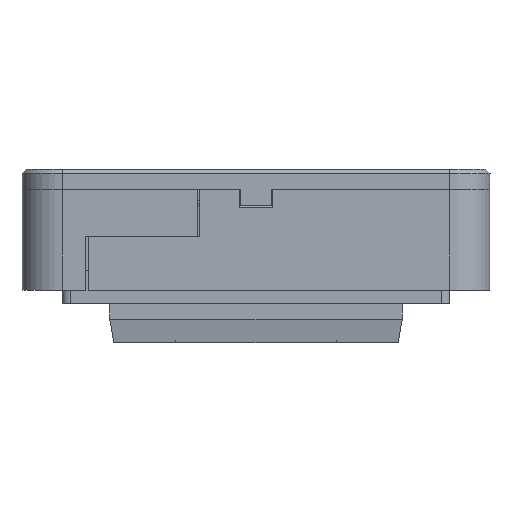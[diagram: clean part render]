
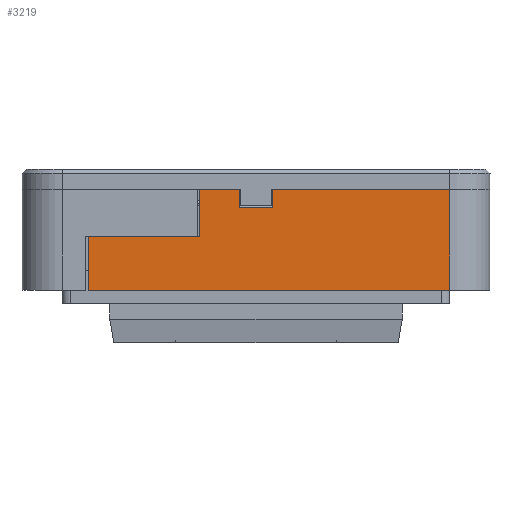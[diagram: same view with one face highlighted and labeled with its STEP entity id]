
A CAD part, left-side view. The second image highlights one B-rep face of the part: STEP entity #3219.
In plain terms, the highlighted planar face has unit normal (-1, 0, 0).
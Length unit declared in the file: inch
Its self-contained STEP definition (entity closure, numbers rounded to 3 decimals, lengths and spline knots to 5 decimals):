
#173 = ORIENTED_EDGE ( 'NONE', *, *, #17713, .T. ) ;
#583 = CARTESIAN_POINT ( 'NONE',  ( -3.11701, 0.10838, -0.09843 ) ) ;
#592 = EDGE_CURVE ( 'NONE', #20898, #17985, #13168, .T. ) ;
#724 = CARTESIAN_POINT ( 'NONE',  ( -3.11701, 0.78969, -0.59055 ) ) ;
#858 = CARTESIAN_POINT ( 'NONE',  ( -3.11701, -0.43472, -0.09843 ) ) ;
#1231 = EDGE_CURVE ( 'NONE', #2618, #25099, #10861, .T. ) ;
#1254 = CARTESIAN_POINT ( 'NONE',  ( -3.11701, 0.62434, -0.09843 ) ) ;
#1256 = EDGE_CURVE ( 'NONE', #18433, #20898, #5175, .T. ) ;
#1465 = LINE ( 'NONE', #7693, #4690 ) ;
#1870 = LINE ( 'NONE', #5800, #9647 ) ;
#2152 = ORIENTED_EDGE ( 'NONE', *, *, #16447, .T. ) ;
#2618 = VERTEX_POINT ( 'NONE', #1254 ) ;
#2621 = CARTESIAN_POINT ( 'NONE',  ( -3.11701, 0.98261, -0.59055 ) ) ;
#2660 = CARTESIAN_POINT ( 'NONE',  ( -3.11701, -0.23787, -0.09843 ) ) ;
#2883 = VERTEX_POINT ( 'NONE', #7188 ) ;
#3069 = EDGE_CURVE ( 'NONE', #6297, #2883, #16750, .T. ) ;
#3219 = ADVANCED_FACE ( 'NONE', ( #4182 ), #12427, .T. ) ;
#3367 = CARTESIAN_POINT ( 'NONE',  ( -3.11701, -0.43472, -0.18898 ) ) ;
#4182 = FACE_OUTER_BOUND ( 'NONE', #17413, .T. ) ;
#4690 = VECTOR ( 'NONE', #24332, 39.37008 ) ;
#4772 = ORIENTED_EDGE ( 'NONE', *, *, #17968, .T. ) ;
#5175 = LINE ( 'NONE', #724, #14555 ) ;
#5764 = VECTOR ( 'NONE', #15641, 39.37008 ) ;
#5800 = CARTESIAN_POINT ( 'NONE',  ( -3.11701, 1.52591, -0.59055 ) ) ;
#6297 = VERTEX_POINT ( 'NONE', #7851 ) ;
#6739 = EDGE_CURVE ( 'NONE', #17077, #18433, #18228, .T. ) ;
#6934 = VERTEX_POINT ( 'NONE', #17263 ) ;
#7144 = CARTESIAN_POINT ( 'NONE',  ( -3.11701, 0.62434, -0.59055 ) ) ;
#7188 = CARTESIAN_POINT ( 'NONE',  ( -3.11701, -0.23787, -0.59055 ) ) ;
#7216 = VECTOR ( 'NONE', #9115, 39.37008 ) ;
#7693 = CARTESIAN_POINT ( 'NONE',  ( -3.11701, -0.23787, -0.59055 ) ) ;
#7851 = CARTESIAN_POINT ( 'NONE',  ( -3.11701, 1.52591, -0.59055 ) ) ;
#8355 = VECTOR ( 'NONE', #11089, 39.37008 ) ;
#8529 = ORIENTED_EDGE ( 'NONE', *, *, #3069, .T. ) ;
#8981 = DIRECTION ( 'NONE',  ( 0., 0., 1. ) ) ;
#9115 = DIRECTION ( 'NONE',  ( 0., 1., 0. ) ) ;
#9227 = ORIENTED_EDGE ( 'NONE', *, *, #1256, .T. ) ;
#9529 = ORIENTED_EDGE ( 'NONE', *, *, #6739, .T. ) ;
#9647 = VECTOR ( 'NONE', #17978, 39.37008 ) ;
#9784 = CARTESIAN_POINT ( 'NONE',  ( -3.11701, 0.78969, -0.09843 ) ) ;
#10676 = DIRECTION ( 'NONE',  ( 0., 0., -1. ) ) ;
#10861 = LINE ( 'NONE', #583, #24897 ) ;
#11027 = CARTESIAN_POINT ( 'NONE',  ( -3.11701, 0.78969, -0.18898 ) ) ;
#11089 = DIRECTION ( 'NONE',  ( 0., 1., 0. ) ) ;
#11606 = DIRECTION ( 'NONE',  ( 0., 1., 0. ) ) ;
#12427 = PLANE ( 'NONE',  #13305 ) ;
#13168 = LINE ( 'NONE', #858, #7216 ) ;
#13305 = AXIS2_PLACEMENT_3D ( 'NONE', #18932, #17162, #10676 ) ;
#13627 = ORIENTED_EDGE ( 'NONE', *, *, #592, .T. ) ;
#14483 = ORIENTED_EDGE ( 'NONE', *, *, #1231, .F. ) ;
#14555 = VECTOR ( 'NONE', #8981, 39.37008 ) ;
#14902 = VERTEX_POINT ( 'NONE', #20698 ) ;
#15110 = ORIENTED_EDGE ( 'NONE', *, *, #22475, .T. ) ;
#15276 = LINE ( 'NONE', #21399, #8355 ) ;
#15443 = VECTOR ( 'NONE', #25028, 39.37008 ) ;
#15641 = DIRECTION ( 'NONE',  ( 0., 0., -1. ) ) ;
#16447 = EDGE_CURVE ( 'NONE', #6934, #14902, #15276, .T. ) ;
#16750 = LINE ( 'NONE', #24500, #15443 ) ;
#17077 = VERTEX_POINT ( 'NONE', #22687 ) ;
#17162 = DIRECTION ( 'NONE',  ( -1., 0., 0. ) ) ;
#17263 = CARTESIAN_POINT ( 'NONE',  ( -3.11701, 0.98261, -0.32677 ) ) ;
#17413 = EDGE_LOOP ( 'NONE', ( #173, #8529, #18143, #14483, #4772, #9529, #9227, #13627, #15110, #2152 ) ) ;
#17713 = EDGE_CURVE ( 'NONE', #14902, #6297, #1870, .T. ) ;
#17968 = EDGE_CURVE ( 'NONE', #2618, #17077, #23664, .T. ) ;
#17978 = DIRECTION ( 'NONE',  ( 0., 0., -1. ) ) ;
#17985 = VERTEX_POINT ( 'NONE', #23923 ) ;
#18143 = ORIENTED_EDGE ( 'NONE', *, *, #21725, .F. ) ;
#18228 = LINE ( 'NONE', #3367, #20821 ) ;
#18433 = VERTEX_POINT ( 'NONE', #11027 ) ;
#18932 = CARTESIAN_POINT ( 'NONE',  ( -3.11701, -0.43472, -0.59055 ) ) ;
#19685 = DIRECTION ( 'NONE',  ( 0., 0., -1. ) ) ;
#20698 = CARTESIAN_POINT ( 'NONE',  ( -3.11701, 1.52591, -0.32677 ) ) ;
#20731 = VECTOR ( 'NONE', #19685, 39.37008 ) ;
#20821 = VECTOR ( 'NONE', #11606, 39.37008 ) ;
#20898 = VERTEX_POINT ( 'NONE', #9784 ) ;
#21399 = CARTESIAN_POINT ( 'NONE',  ( -3.11701, -0.43472, -0.32677 ) ) ;
#21588 = LINE ( 'NONE', #2621, #20731 ) ;
#21725 = EDGE_CURVE ( 'NONE', #25099, #2883, #1465, .T. ) ;
#22475 = EDGE_CURVE ( 'NONE', #17985, #6934, #21588, .T. ) ;
#22687 = CARTESIAN_POINT ( 'NONE',  ( -3.11701, 0.62434, -0.18898 ) ) ;
#23326 = DIRECTION ( 'NONE',  ( 0., -1., 0. ) ) ;
#23664 = LINE ( 'NONE', #7144, #5764 ) ;
#23923 = CARTESIAN_POINT ( 'NONE',  ( -3.11701, 0.98261, -0.09843 ) ) ;
#24332 = DIRECTION ( 'NONE',  ( 0., 0., -1. ) ) ;
#24500 = CARTESIAN_POINT ( 'NONE',  ( -3.11701, 0.52591, -0.59055 ) ) ;
#24897 = VECTOR ( 'NONE', #23326, 39.37008 ) ;
#25028 = DIRECTION ( 'NONE',  ( 0., -1., 0. ) ) ;
#25099 = VERTEX_POINT ( 'NONE', #2660 ) ;
